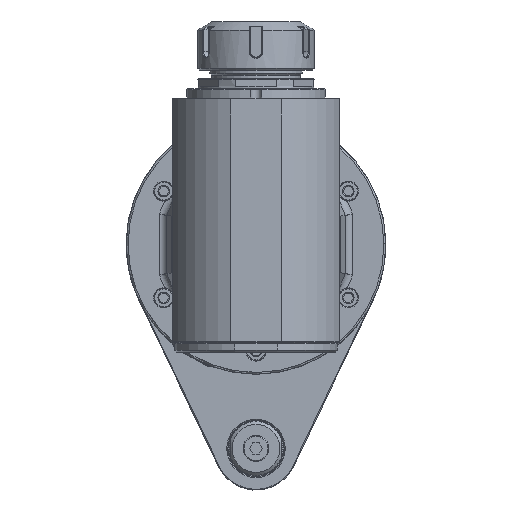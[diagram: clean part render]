
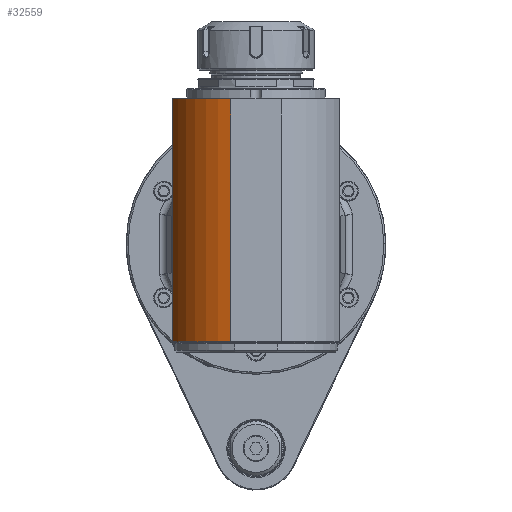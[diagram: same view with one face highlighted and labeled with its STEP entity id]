
A CAD part, front view. The second image highlights one B-rep face of the part: STEP entity #32559.
In plain terms, the highlighted cylindrical face has radius 47.5 mm (diameter 95 mm), a partial arc.
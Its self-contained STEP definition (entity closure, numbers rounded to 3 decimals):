
#2189=LINE('',#54008,#5020);
#2190=LINE('',#54013,#5021);
#5020=VECTOR('',#40088,10.);
#5021=VECTOR('',#40093,10.);
#7024=CYLINDRICAL_SURFACE('',#34950,47.5);
#8003=FACE_OUTER_BOUND('',#9987,.T.);
#9987=EDGE_LOOP('',(#23843,#23844,#23845,#23846));
#12013=CIRCLE('',#34951,47.5);
#12014=CIRCLE('',#34952,47.5);
#13542=VERTEX_POINT('',#51314);
#13991=VERTEX_POINT('',#53987);
#13995=VERTEX_POINT('',#54010);
#13996=VERTEX_POINT('',#54012);
#17654=EDGE_CURVE('',#13991,#13542,#2189,.T.);
#17655=EDGE_CURVE('',#13995,#13991,#12013,.T.);
#17656=EDGE_CURVE('',#13995,#13996,#2190,.T.);
#17657=EDGE_CURVE('',#13542,#13996,#12014,.T.);
#23843=ORIENTED_EDGE('',*,*,#17655,.F.);
#23844=ORIENTED_EDGE('',*,*,#17656,.T.);
#23845=ORIENTED_EDGE('',*,*,#17657,.F.);
#23846=ORIENTED_EDGE('',*,*,#17654,.F.);
#32559=ADVANCED_FACE('',(#8003),#7024,.T.);
#34950=AXIS2_PLACEMENT_3D('',#54009,#40089,#40090);
#34951=AXIS2_PLACEMENT_3D('',#54011,#40091,#40092);
#34952=AXIS2_PLACEMENT_3D('',#54014,#40094,#40095);
#40088=DIRECTION('',(0.,0.,1.));
#40089=DIRECTION('center_axis',(0.,0.,1.));
#40090=DIRECTION('ref_axis',(1.,0.,0.));
#40091=DIRECTION('center_axis',(0.,0.,-1.));
#40092=DIRECTION('ref_axis',(-0.287,-0.958,0.));
#40093=DIRECTION('',(0.,0.,1.));
#40094=DIRECTION('center_axis',(0.,0.,1.));
#40095=DIRECTION('ref_axis',(-0.947,-0.32,0.));
#51314=CARTESIAN_POINT('',(-45.,-189.707,78.5));
#53987=CARTESIAN_POINT('',(-45.,-189.707,-52.5));
#54008=CARTESIAN_POINT('',(-45.,-189.707,-84.9));
#54009=CARTESIAN_POINT('Origin',(0.,-174.5,-84.9));
#54010=CARTESIAN_POINT('',(-13.638,-220.,-52.5));
#54011=CARTESIAN_POINT('Origin',(0.,-174.5,-52.5));
#54012=CARTESIAN_POINT('',(-13.638,-220.,78.5));
#54013=CARTESIAN_POINT('',(-13.638,-220.,-84.9));
#54014=CARTESIAN_POINT('Origin',(0.,-174.5,78.5));
